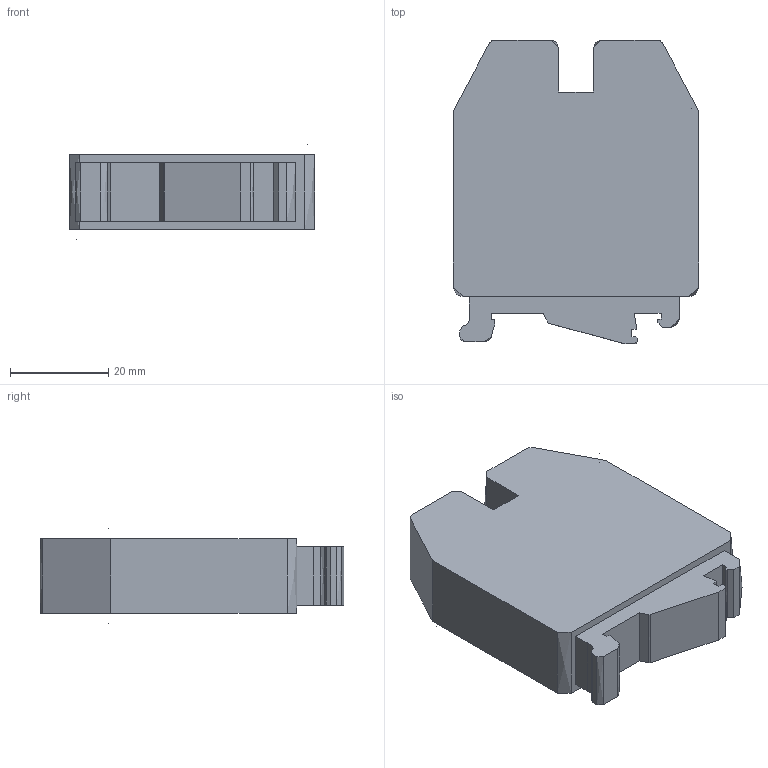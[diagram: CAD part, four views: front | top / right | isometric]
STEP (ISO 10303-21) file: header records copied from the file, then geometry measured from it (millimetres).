
FILE_DESCRIPTION( ('This file contains a STEP AP42 implementation' ,'as created by ZW3D STEP Interface translator.') ,'2;1' );
FILE_NAME( 'GUK35.stp' ,'2410 8.131222', (''), ('ZWCAD Software Co.'), 'Version 1.0', 'ZW3D to STEP translator', '' );
FILE_SCHEMA(('AUTOMOTIVE_DESIGN'));
Length unit declared in the file: millimetre
Products named in the file (1): 0
Bounding box: 50 x 61.98 x 19.5 mm (x, y, z)
Volume: 40161.9 mm3; surface area: 9085.5 mm2
Topology: 1 solids, 1 shells, 62 faces, 172 edges, 115 vertices
Faces by surface type: bspline 62
Entity records: 2054 total; most frequent: CARTESIAN_POINT 968, ORIENTED_EDGE 344, EDGE_CURVE 172, B_SPLINE_CURVE_WITH_KNOTS 132, VERTEX_POINT 115, EDGE_LOOP 65, FACE_OUTER_BOUND 62, ADVANCED_FACE 62
